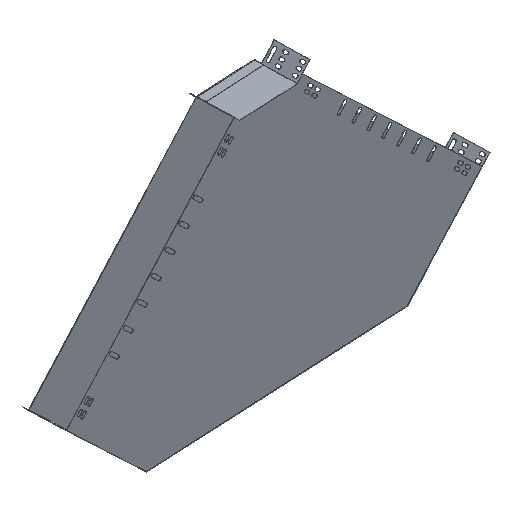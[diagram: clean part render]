
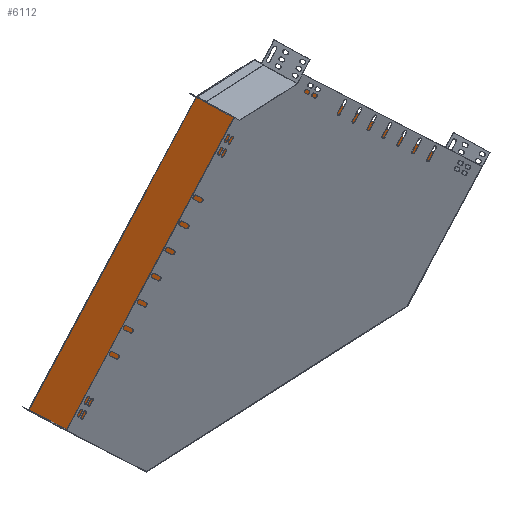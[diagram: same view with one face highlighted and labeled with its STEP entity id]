
A CAD part, isometric view. The second image highlights one B-rep face of the part: STEP entity #6112.
In plain terms, the highlighted planar face has unit normal (0.022, -1, 0.006).
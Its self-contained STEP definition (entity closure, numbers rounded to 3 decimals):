
#362 = EDGE_CURVE ( 'NONE', #1713, #1840, #2616, .T. ) ;
#696 = LINE ( 'NONE', #1139, #8436 ) ;
#1005 = DIRECTION ( 'NONE',  ( 0.027, -0.006, -1. ) ) ;
#1139 = CARTESIAN_POINT ( 'NONE',  ( -257.947, 105.126, 495.647 ) ) ;
#1241 = CARTESIAN_POINT ( 'NONE',  ( 319.67, 115.088, 85.146 ) ) ;
#1630 = DIRECTION ( 'NONE',  ( 0.027, -0.006, -1. ) ) ;
#1654 = DIRECTION ( 'NONE',  ( -0.999, -0.022, -0.027 ) ) ;
#1713 = VERTEX_POINT ( 'NONE', #6012 ) ;
#1840 = VERTEX_POINT ( 'NONE', #3927 ) ;
#1895 = DIRECTION ( 'NONE',  ( 0.726, 0.011, -0.688 ) ) ;
#1998 = EDGE_CURVE ( 'NONE', #8729, #1840, #7037, .T. ) ;
#2032 = CARTESIAN_POINT ( 'NONE',  ( -116.598, 108.225, 498.969 ) ) ;
#2329 = DIRECTION ( 'NONE',  ( 0.687, 0.02, 0.726 ) ) ;
#2616 = LINE ( 'NONE', #7736, #4386 ) ;
#2622 = EDGE_CURVE ( 'NONE', #6858, #8729, #3150, .T. ) ;
#2796 = CARTESIAN_POINT ( 'NONE',  ( -257.933, 105.123, 495.147 ) ) ;
#2940 = ORIENTED_EDGE ( 'NONE', *, *, #1998, .F. ) ;
#3150 = LINE ( 'NONE', #6882, #6901 ) ;
#3301 = VERTEX_POINT ( 'NONE', #3707 ) ;
#3564 = EDGE_LOOP ( 'NONE', ( #4991, #9366, #9536, #4047, #2940, #6996, #8677, #6844, #7690, #9573 ) ) ;
#3586 = CARTESIAN_POINT ( 'NONE',  ( -671.106, 93.341, 58.856 ) ) ;
#3707 = CARTESIAN_POINT ( 'NONE',  ( -671.093, 93.339, 58.356 ) ) ;
#3750 = EDGE_CURVE ( 'NONE', #5110, #4665, #7996, .T. ) ;
#3862 = VECTOR ( 'NONE', #6617, 1000. ) ;
#3878 = DIRECTION ( 'NONE',  ( 0.027, -0.006, -1. ) ) ;
#3888 = VERTEX_POINT ( 'NONE', #2796 ) ;
#3927 = CARTESIAN_POINT ( 'NONE',  ( 148.529, 110.208, -95.572 ) ) ;
#4012 = PLANE ( 'NONE',  #7684 ) ;
#4047 = ORIENTED_EDGE ( 'NONE', *, *, #362, .T. ) ;
#4145 = CARTESIAN_POINT ( 'NONE',  ( -116.611, 108.228, 499.469 ) ) ;
#4233 = VECTOR ( 'NONE', #1895, 1000. ) ;
#4386 = VECTOR ( 'NONE', #7006, 1000. ) ;
#4665 = VERTEX_POINT ( 'NONE', #9124 ) ;
#4695 = LINE ( 'NONE', #4909, #4233 ) ;
#4721 = CARTESIAN_POINT ( 'NONE',  ( 319.657, 115.091, 85.646 ) ) ;
#4820 = VECTOR ( 'NONE', #9463, 1000. ) ;
#4898 = EDGE_CURVE ( 'NONE', #5110, #7671, #696, .T. ) ;
#4909 = CARTESIAN_POINT ( 'NONE',  ( -671.093, 93.339, 58.356 ) ) ;
#4984 = LINE ( 'NONE', #2032, #8722 ) ;
#4991 = ORIENTED_EDGE ( 'NONE', *, *, #5439, .F. ) ;
#5110 = VERTEX_POINT ( 'NONE', #7126 ) ;
#5258 = VERTEX_POINT ( 'NONE', #3586 ) ;
#5381 = CARTESIAN_POINT ( 'NONE',  ( 319.67, 115.088, 85.146 ) ) ;
#5439 = EDGE_CURVE ( 'NONE', #5258, #3888, #9388, .T. ) ;
#5500 = DIRECTION ( 'NONE',  ( 0.022, -1., 0.006 ) ) ;
#5501 = VECTOR ( 'NONE', #1630, 1000. ) ;
#5768 = VECTOR ( 'NONE', #6399, 1000. ) ;
#5810 = EDGE_CURVE ( 'NONE', #3301, #5258, #9604, .T. ) ;
#6006 = CARTESIAN_POINT ( 'NONE',  ( -257.947, 105.126, 495.647 ) ) ;
#6012 = CARTESIAN_POINT ( 'NONE',  ( -490.39, 96.182, -112.848 ) ) ;
#6023 = EDGE_CURVE ( 'NONE', #7671, #3888, #9492, .T. ) ;
#6112 = ADVANCED_FACE ( 'NONE', ( #7014 ), #4012, .T. ) ;
#6399 = DIRECTION ( 'NONE',  ( 0.027, -0.006, -1. ) ) ;
#6617 = DIRECTION ( 'NONE',  ( -0.027, 0.006, 1. ) ) ;
#6844 = ORIENTED_EDGE ( 'NONE', *, *, #3750, .F. ) ;
#6858 = VERTEX_POINT ( 'NONE', #7520 ) ;
#6882 = CARTESIAN_POINT ( 'NONE',  ( 319.657, 115.091, 85.646 ) ) ;
#6901 = VECTOR ( 'NONE', #3878, 1000. ) ;
#6976 = EDGE_CURVE ( 'NONE', #4665, #6858, #4984, .T. ) ;
#6996 = ORIENTED_EDGE ( 'NONE', *, *, #2622, .F. ) ;
#7006 = DIRECTION ( 'NONE',  ( 0.999, 0.022, 0.027 ) ) ;
#7014 = FACE_OUTER_BOUND ( 'NONE', #3564, .T. ) ;
#7037 = LINE ( 'NONE', #1241, #4820 ) ;
#7126 = CARTESIAN_POINT ( 'NONE',  ( -116.611, 108.228, 499.469 ) ) ;
#7382 = VECTOR ( 'NONE', #2329, 1000. ) ;
#7520 = CARTESIAN_POINT ( 'NONE',  ( 319.657, 115.091, 85.646 ) ) ;
#7671 = VERTEX_POINT ( 'NONE', #6006 ) ;
#7684 = AXIS2_PLACEMENT_3D ( 'NONE', #4721, #5500, #1005 ) ;
#7690 = ORIENTED_EDGE ( 'NONE', *, *, #4898, .T. ) ;
#7736 = CARTESIAN_POINT ( 'NONE',  ( 148.529, 110.208, -95.572 ) ) ;
#7996 = LINE ( 'NONE', #4145, #5768 ) ;
#8018 = DIRECTION ( 'NONE',  ( 0.726, 0.011, -0.688 ) ) ;
#8115 = CARTESIAN_POINT ( 'NONE',  ( -671.093, 93.339, 58.356 ) ) ;
#8436 = VECTOR ( 'NONE', #1654, 1000. ) ;
#8446 = EDGE_CURVE ( 'NONE', #3301, #1713, #4695, .T. ) ;
#8677 = ORIENTED_EDGE ( 'NONE', *, *, #6976, .F. ) ;
#8722 = VECTOR ( 'NONE', #8018, 1000. ) ;
#8729 = VERTEX_POINT ( 'NONE', #5381 ) ;
#9010 = CARTESIAN_POINT ( 'NONE',  ( -257.933, 105.123, 495.147 ) ) ;
#9106 = CARTESIAN_POINT ( 'NONE',  ( -257.947, 105.126, 495.647 ) ) ;
#9124 = CARTESIAN_POINT ( 'NONE',  ( -116.598, 108.225, 498.969 ) ) ;
#9366 = ORIENTED_EDGE ( 'NONE', *, *, #5810, .F. ) ;
#9388 = LINE ( 'NONE', #9010, #7382 ) ;
#9463 = DIRECTION ( 'NONE',  ( -0.687, -0.02, -0.726 ) ) ;
#9492 = LINE ( 'NONE', #9106, #5501 ) ;
#9536 = ORIENTED_EDGE ( 'NONE', *, *, #8446, .T. ) ;
#9573 = ORIENTED_EDGE ( 'NONE', *, *, #6023, .T. ) ;
#9604 = LINE ( 'NONE', #8115, #3862 ) ;
